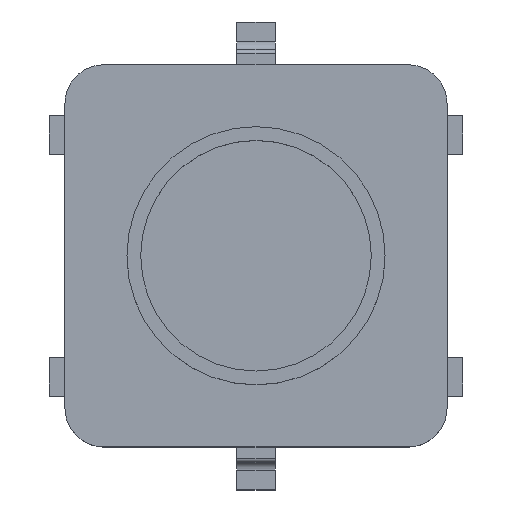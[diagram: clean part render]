
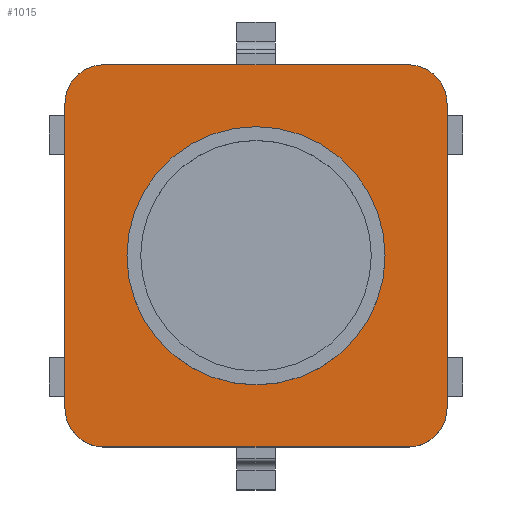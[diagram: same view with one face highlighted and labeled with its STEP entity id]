
A CAD part, top view. The second image highlights one B-rep face of the part: STEP entity #1015.
In plain terms, the highlighted planar face has unit normal (0, 0, 1).
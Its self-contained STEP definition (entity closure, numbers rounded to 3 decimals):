
#16=FACE_BOUND('',#157,.T.);
#45=CIRCLE('',#1082,0.5);
#47=CIRCLE('',#1086,0.5);
#48=CIRCLE('',#1087,0.5);
#49=CIRCLE('',#1088,0.5);
#50=CIRCLE('',#1089,1.655);
#101=FACE_OUTER_BOUND('',#156,.T.);
#156=EDGE_LOOP('',(#869,#870,#871,#872,#873,#874,#875,#876));
#157=EDGE_LOOP('',(#877));
#188=LINE('',#1419,#306);
#212=LINE('',#1468,#330);
#282=LINE('',#1638,#400);
#285=LINE('',#1646,#403);
#306=VECTOR('',#1134,10.);
#330=VECTOR('',#1176,10.);
#400=VECTOR('',#1334,10.);
#403=VECTOR('',#1341,10.);
#420=VERTEX_POINT('',#1416);
#421=VERTEX_POINT('',#1418);
#436=VERTEX_POINT('',#1465);
#437=VERTEX_POINT('',#1467);
#491=VERTEX_POINT('',#1631);
#493=VERTEX_POINT('',#1637);
#495=VERTEX_POINT('',#1643);
#496=VERTEX_POINT('',#1645);
#497=VERTEX_POINT('',#1649);
#520=EDGE_CURVE('',#421,#420,#188,.T.);
#544=EDGE_CURVE('',#437,#436,#212,.T.);
#625=EDGE_CURVE('',#421,#491,#45,.T.);
#628=EDGE_CURVE('',#493,#491,#282,.T.);
#631=EDGE_CURVE('',#495,#420,#47,.T.);
#632=EDGE_CURVE('',#495,#496,#285,.T.);
#633=EDGE_CURVE('',#437,#496,#48,.T.);
#634=EDGE_CURVE('',#493,#436,#49,.T.);
#635=EDGE_CURVE('',#497,#497,#50,.T.);
#869=ORIENTED_EDGE('',*,*,#625,.F.);
#870=ORIENTED_EDGE('',*,*,#520,.T.);
#871=ORIENTED_EDGE('',*,*,#631,.F.);
#872=ORIENTED_EDGE('',*,*,#632,.T.);
#873=ORIENTED_EDGE('',*,*,#633,.F.);
#874=ORIENTED_EDGE('',*,*,#544,.T.);
#875=ORIENTED_EDGE('',*,*,#634,.F.);
#876=ORIENTED_EDGE('',*,*,#628,.T.);
#877=ORIENTED_EDGE('',*,*,#635,.T.);
#966=PLANE('',#1085);
#1015=ADVANCED_FACE('',(#101,#16),#966,.T.);
#1082=AXIS2_PLACEMENT_3D('',#1632,#1327,#1328);
#1085=AXIS2_PLACEMENT_3D('',#1642,#1337,#1338);
#1086=AXIS2_PLACEMENT_3D('',#1644,#1339,#1340);
#1087=AXIS2_PLACEMENT_3D('',#1647,#1342,#1343);
#1088=AXIS2_PLACEMENT_3D('',#1648,#1344,#1345);
#1089=AXIS2_PLACEMENT_3D('',#1650,#1346,#1347);
#1134=DIRECTION('',(0.,-1.,0.));
#1176=DIRECTION('',(0.,1.,0.));
#1327=DIRECTION('center_axis',(0.,0.,-1.));
#1328=DIRECTION('ref_axis',(-0.707,0.707,0.));
#1334=DIRECTION('',(-1.,0.,0.));
#1337=DIRECTION('center_axis',(0.,0.,1.));
#1338=DIRECTION('ref_axis',(1.,0.,0.));
#1339=DIRECTION('center_axis',(0.,0.,-1.));
#1340=DIRECTION('ref_axis',(-0.707,-0.707,0.));
#1341=DIRECTION('',(1.,0.,0.));
#1342=DIRECTION('center_axis',(0.,0.,-1.));
#1343=DIRECTION('ref_axis',(0.707,-0.707,0.));
#1344=DIRECTION('center_axis',(0.,0.,-1.));
#1345=DIRECTION('ref_axis',(0.707,0.707,0.));
#1346=DIRECTION('center_axis',(0.,0.,-1.));
#1347=DIRECTION('ref_axis',(-1.,0.,0.));
#1416=CARTESIAN_POINT('',(-2.45,-1.95,1.45));
#1418=CARTESIAN_POINT('',(-2.45,1.95,1.45));
#1419=CARTESIAN_POINT('',(-2.45,2.45,1.45));
#1465=CARTESIAN_POINT('',(2.45,1.95,1.45));
#1467=CARTESIAN_POINT('',(2.45,-1.95,1.45));
#1468=CARTESIAN_POINT('',(2.45,-2.45,1.45));
#1631=CARTESIAN_POINT('',(-1.95,2.45,1.45));
#1632=CARTESIAN_POINT('Origin',(-1.95,1.95,1.45));
#1637=CARTESIAN_POINT('',(1.95,2.45,1.45));
#1638=CARTESIAN_POINT('',(2.45,2.45,1.45));
#1642=CARTESIAN_POINT('Origin',(0.,0.,
1.45));
#1643=CARTESIAN_POINT('',(-1.95,-2.45,1.45));
#1644=CARTESIAN_POINT('Origin',(-1.95,-1.95,1.45));
#1645=CARTESIAN_POINT('',(1.95,-2.45,1.45));
#1646=CARTESIAN_POINT('',(-2.45,-2.45,1.45));
#1647=CARTESIAN_POINT('Origin',(1.95,-1.95,1.45));
#1648=CARTESIAN_POINT('Origin',(1.95,1.95,1.45));
#1649=CARTESIAN_POINT('',(1.655,0.,1.45));
#1650=CARTESIAN_POINT('Origin',(0.,0.,1.45));
